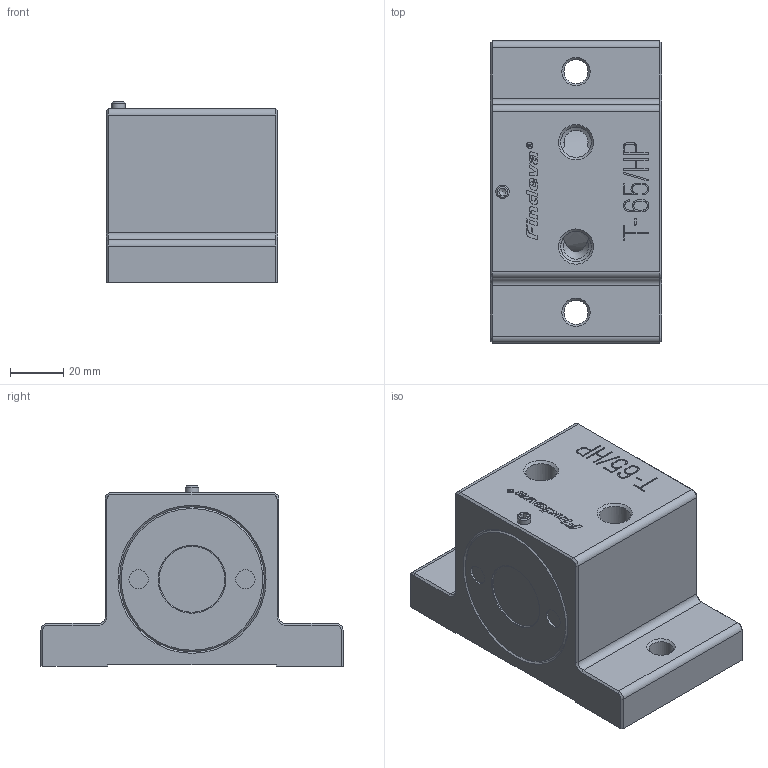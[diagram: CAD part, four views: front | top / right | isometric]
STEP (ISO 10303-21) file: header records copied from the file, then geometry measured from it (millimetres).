
FILE_DESCRIPTION((''),'2;1');
FILE_NAME('8065-20-M.stp','2012-03-29T10:46:07',('Petr'),(''),'Autodesk Inventor 2011','Autodesk Inventor 2011','');
FILE_SCHEMA(('CONFIG_CONTROL_DESIGN'));
Length unit declared in the file: millimetre
Products named in the file (1): 8065-20-M
Bounding box: 64 x 113 x 67.5 mm (x, y, z)
Volume: 308010.7 mm3; surface area: 34750.1 mm2
Topology: 1 solids, 2 shells, 367 faces, 940 edges, 617 vertices
Faces by surface type: plane 228, cylinder 98, cone 26, bspline 8, torus 7
Full cylindrical faces by diameter (mm): 2.146 x1, 2.386 x1, 4.134 x1, 5 x1, 7.2 x2, 9 x2, 11.445 x2, 24.5 x1, 25.4 x1, 41 x1, 45.236 x1, 47 x1
Entity records: 11410 total; most frequent: CARTESIAN_POINT 2259, DIRECTION 1800, ORIENTED_EDGE 1798, EDGE_CURVE 899, VECTOR 638, LINE 638, VERTEX_POINT 605, AXIS2_PLACEMENT_3D 581
